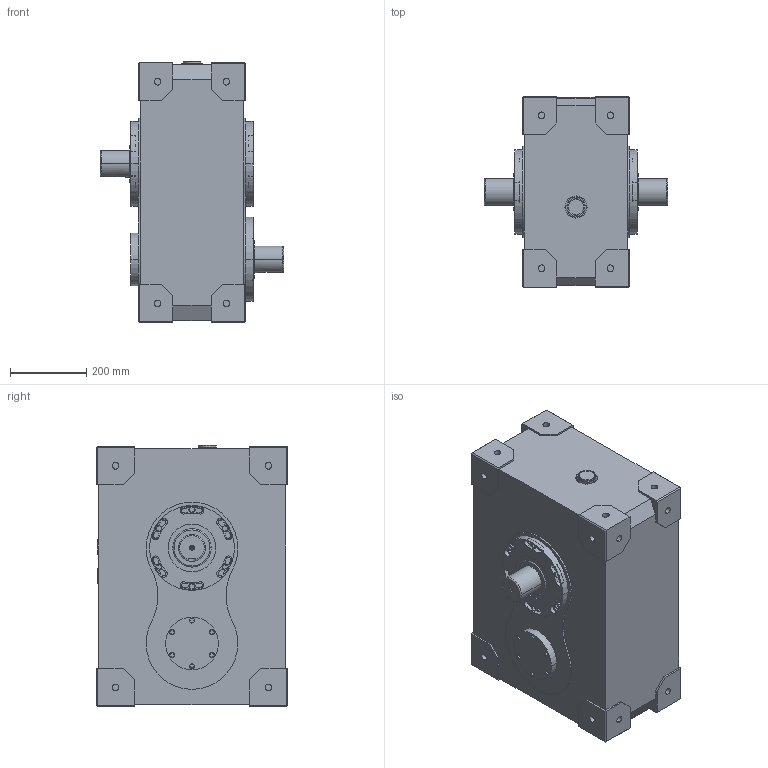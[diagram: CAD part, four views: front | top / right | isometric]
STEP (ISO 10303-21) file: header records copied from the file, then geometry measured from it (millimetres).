
FILE_DESCRIPTION (( 'STEP AP203' ), '1' );
FILE_NAME ('PC250.STEP', '2025-06-20T05:40:25', ( '' ), ( '' ), 'SwSTEP 2.0', 'SolidWorks 2018', '' );
FILE_SCHEMA (( 'CONFIG_CONTROL_DESIGN' ));
Length unit declared in the file: millimetre
Products named in the file (1): PC250
Bounding box: 480 x 500 x 683 mm (x, y, z)
Volume: 93262011.6 mm3; surface area: 1520351.5 mm2
Topology: 1 solids, 1 shells, 966 faces, 2450 edges, 1602 vertices
Faces by surface type: plane 568, cylinder 299, bspline 77, torus 14, cone 8
Entity records: 33511 total; most frequent: CARTESIAN_POINT 9927, ORIENTED_EDGE 4892, DIRECTION 4790, EDGE_CURVE 2446, AXIS2_PLACEMENT_3D 1615, VERTEX_POINT 1602, LINE 1560, VECTOR 1560
